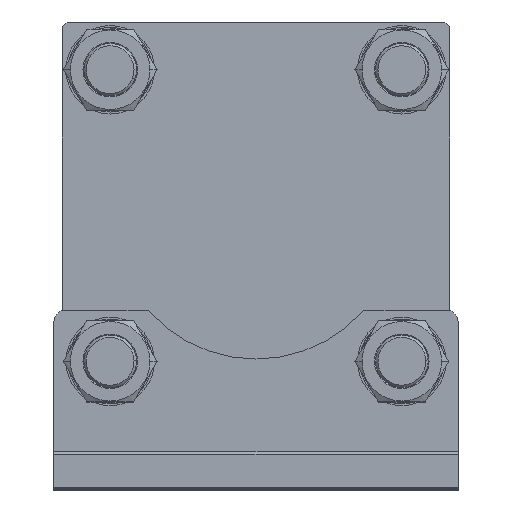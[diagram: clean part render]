
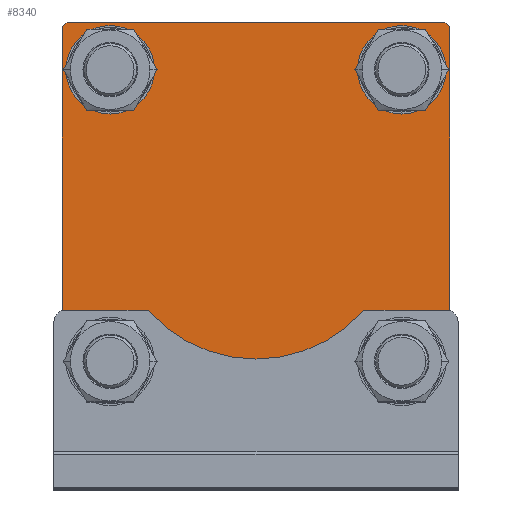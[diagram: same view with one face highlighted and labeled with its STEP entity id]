
A CAD part, top view. The second image highlights one B-rep face of the part: STEP entity #8340.
In plain terms, the highlighted face is planar.
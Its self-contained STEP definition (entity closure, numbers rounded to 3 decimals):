
#1622 = VECTOR ( 'NONE', #6653, 1000. ) ;
#1625 = LINE ( 'NONE', #6652, #1622 ) ;
#1628 = VECTOR ( 'NONE', #6647, 1000. ) ;
#1641 = LINE ( 'NONE', #6643, #1628 ) ;
#1645 = VECTOR ( 'NONE', #6608, 1000. ) ;
#1648 = LINE ( 'NONE', #6607, #1645 ) ;
#1655 = CIRCLE ( 'NONE', #2291, 11.5 ) ;
#1661 = CIRCLE ( 'NONE', #2284, 11.5 ) ;
#1692 = VECTOR ( 'NONE', #6531, 1000. ) ;
#1701 = LINE ( 'NONE', #6522, #1692 ) ;
#1735 = VECTOR ( 'NONE', #6456, 1000. ) ;
#1737 = LINE ( 'NONE', #6455, #1735 ) ;
#1738 = CIRCLE ( 'NONE', #2265, 11.5 ) ;
#1741 = CIRCLE ( 'NONE', #2262, 11.5 ) ;
#1752 = VECTOR ( 'NONE', #6371, 1000. ) ;
#1755 = LINE ( 'NONE', #6356, #1752 ) ;
#1781 = CIRCLE ( 'NONE', #2249, 11.5 ) ;
#1831 = VECTOR ( 'NONE', #6016, 1000. ) ;
#1836 = LINE ( 'NONE', #6021, #1831 ) ;
#1838 = CIRCLE ( 'NONE', #2230, 11.5 ) ;
#1848 = CIRCLE ( 'NONE', #2224, 11.5 ) ;
#2195 = AXIS2_PLACEMENT_3D ( 'NONE', #5751, #5752, #5753 ) ;
#2224 = AXIS2_PLACEMENT_3D ( 'NONE', #5996, #5997, #5998 ) ;
#2230 = AXIS2_PLACEMENT_3D ( 'NONE', #6017, #6018, #6019 ) ;
#2249 = AXIS2_PLACEMENT_3D ( 'NONE', #6325, #6326, #6327 ) ;
#2262 = AXIS2_PLACEMENT_3D ( 'NONE', #6408, #6409, #6410 ) ;
#2265 = AXIS2_PLACEMENT_3D ( 'NONE', #6460, #6461, #6462 ) ;
#2284 = AXIS2_PLACEMENT_3D ( 'NONE', #6581, #6582, #6583 ) ;
#2291 = AXIS2_PLACEMENT_3D ( 'NONE', #6613, #6614, #6615 ) ;
#3287 = LINE ( 'NONE', #6470, #4926 ) ;
#3365 = CIRCLE ( 'NONE', #2195, 11.5 ) ;
#3527 = AXIS2_PLACEMENT_3D ( 'NONE', #3937, #3936, #3943 ) ;
#3657 = CARTESIAN_POINT ( 'NONE',  ( -79., -81., 0. ) ) ;
#3698 = CARTESIAN_POINT ( 'NONE',  ( 79., 81., 0. ) ) ;
#3700 = CARTESIAN_POINT ( 'NONE',  ( 79., -81., 0. ) ) ;
#3704 = CARTESIAN_POINT ( 'NONE',  ( 81., 79., 0. ) ) ;
#3705 = CARTESIAN_POINT ( 'NONE',  ( -79., 81., 0. ) ) ;
#3764 = CARTESIAN_POINT ( 'NONE',  ( 49.5, 61., 0. ) ) ;
#3765 = CARTESIAN_POINT ( 'NONE',  ( 72.5, 61., 0. ) ) ;
#3767 = CARTESIAN_POINT ( 'NONE',  ( 72.5, -61., 0. ) ) ;
#3769 = CARTESIAN_POINT ( 'NONE',  ( -49.5, -61., 0. ) ) ;
#3772 = CARTESIAN_POINT ( 'NONE',  ( 49.5, -61., 0. ) ) ;
#3775 = CARTESIAN_POINT ( 'NONE',  ( -72.5, -61., 0. ) ) ;
#3776 = CARTESIAN_POINT ( 'NONE',  ( -49.5, 61., 0. ) ) ;
#3785 = CARTESIAN_POINT ( 'NONE',  ( -72.5, 61., 0. ) ) ;
#3795 = CARTESIAN_POINT ( 'NONE',  ( 81., -79., 0. ) ) ;
#3797 = CARTESIAN_POINT ( 'NONE',  ( -81., 79., 0. ) ) ;
#3802 = CARTESIAN_POINT ( 'NONE',  ( -81., -79., 0. ) ) ;
#3936 = DIRECTION ( 'NONE',  ( 0., 0., -1. ) ) ;
#3937 = CARTESIAN_POINT ( 'NONE',  ( 0., 0., 0. ) ) ;
#3940 = PLANE ( 'NONE',  #3527 ) ;
#3943 = DIRECTION ( 'NONE',  ( -1., 0., 0. ) ) ;
#4926 = VECTOR ( 'NONE', #6465, 1000. ) ;
#5226 = ORIENTED_EDGE ( 'NONE', *, *, #8875, .T. ) ;
#5252 = ORIENTED_EDGE ( 'NONE', *, *, #8870, .F. ) ;
#5256 = ORIENTED_EDGE ( 'NONE', *, *, #8799, .F. ) ;
#5257 = ORIENTED_EDGE ( 'NONE', *, *, #8866, .F. ) ;
#5307 = ORIENTED_EDGE ( 'NONE', *, *, #8801, .F. ) ;
#5323 = ORIENTED_EDGE ( 'NONE', *, *, #8730, .F. ) ;
#5346 = ORIENTED_EDGE ( 'NONE', *, *, #8791, .F. ) ;
#5347 = ORIENTED_EDGE ( 'NONE', *, *, #8858, .T. ) ;
#5359 = ORIENTED_EDGE ( 'NONE', *, *, #8921, .F. ) ;
#5362 = ORIENTED_EDGE ( 'NONE', *, *, #8871, .T. ) ;
#5365 = ORIENTED_EDGE ( 'NONE', *, *, #8839, .F. ) ;
#5366 = ORIENTED_EDGE ( 'NONE', *, *, #8933, .F. ) ;
#5429 = ORIENTED_EDGE ( 'NONE', *, *, #8945, .F. ) ;
#5448 = ORIENTED_EDGE ( 'NONE', *, *, #8942, .F. ) ;
#5477 = ORIENTED_EDGE ( 'NONE', *, *, #8900, .T. ) ;
#5478 = ORIENTED_EDGE ( 'NONE', *, *, #8931, .F. ) ;
#5751 = CARTESIAN_POINT ( 'NONE',  ( 61., -61., 0. ) ) ;
#5752 = DIRECTION ( 'NONE',  ( 0., 0., -1. ) ) ;
#5753 = DIRECTION ( 'NONE',  ( -1., 0., 0. ) ) ;
#5996 = CARTESIAN_POINT ( 'NONE',  ( 61., -61., 0. ) ) ;
#5997 = DIRECTION ( 'NONE',  ( 0., 0., -1. ) ) ;
#5998 = DIRECTION ( 'NONE',  ( -1., 0., 0. ) ) ;
#6016 = DIRECTION ( 'NONE',  ( -1., 0., 0. ) ) ;
#6017 = CARTESIAN_POINT ( 'NONE',  ( -61., -61., 0. ) ) ;
#6018 = DIRECTION ( 'NONE',  ( 0., 0., -1. ) ) ;
#6019 = DIRECTION ( 'NONE',  ( -1., 0., 0. ) ) ;
#6021 = CARTESIAN_POINT ( 'NONE',  ( -81., 81., 0. ) ) ;
#6325 = CARTESIAN_POINT ( 'NONE',  ( -61., 61., 0. ) ) ;
#6326 = DIRECTION ( 'NONE',  ( 0., 0., -1. ) ) ;
#6327 = DIRECTION ( 'NONE',  ( -1., 0., 0. ) ) ;
#6356 = CARTESIAN_POINT ( 'NONE',  ( -80., -80., 0. ) ) ;
#6371 = DIRECTION ( 'NONE',  ( -0.707, 0.707, 0. ) ) ;
#6408 = CARTESIAN_POINT ( 'NONE',  ( -61., -61., 0. ) ) ;
#6409 = DIRECTION ( 'NONE',  ( 0., 0., -1. ) ) ;
#6410 = DIRECTION ( 'NONE',  ( -1., 0., 0. ) ) ;
#6455 = CARTESIAN_POINT ( 'NONE',  ( -80., 80., 0. ) ) ;
#6456 = DIRECTION ( 'NONE',  ( 0.707, 0.707, 0. ) ) ;
#6460 = CARTESIAN_POINT ( 'NONE',  ( -61., 61., 0. ) ) ;
#6461 = DIRECTION ( 'NONE',  ( 0., 0., -1. ) ) ;
#6462 = DIRECTION ( 'NONE',  ( -1., 0., 0. ) ) ;
#6465 = DIRECTION ( 'NONE',  ( 0.707, -0.707, 0. ) ) ;
#6470 = CARTESIAN_POINT ( 'NONE',  ( 80., 80., 0. ) ) ;
#6522 = CARTESIAN_POINT ( 'NONE',  ( 80., -80., 0. ) ) ;
#6531 = DIRECTION ( 'NONE',  ( -0.707, -0.707, 0. ) ) ;
#6581 = CARTESIAN_POINT ( 'NONE',  ( 61., 61., 0. ) ) ;
#6582 = DIRECTION ( 'NONE',  ( 0., 0., -1. ) ) ;
#6583 = DIRECTION ( 'NONE',  ( -1., 0., 0. ) ) ;
#6607 = CARTESIAN_POINT ( 'NONE',  ( -81., -81., 0. ) ) ;
#6608 = DIRECTION ( 'NONE',  ( 1., 0., 0. ) ) ;
#6613 = CARTESIAN_POINT ( 'NONE',  ( 61., 61., 0. ) ) ;
#6614 = DIRECTION ( 'NONE',  ( 0., 0., -1. ) ) ;
#6615 = DIRECTION ( 'NONE',  ( -1., 0., 0. ) ) ;
#6643 = CARTESIAN_POINT ( 'NONE',  ( 81., -81., 0. ) ) ;
#6647 = DIRECTION ( 'NONE',  ( 0., 1., 0. ) ) ;
#6652 = CARTESIAN_POINT ( 'NONE',  ( -81., -81., 0. ) ) ;
#6653 = DIRECTION ( 'NONE',  ( 0., -1., 0. ) ) ;
#7684 = VERTEX_POINT ( 'NONE', #3657 ) ;
#7685 = EDGE_LOOP ( 'NONE', ( #5448, #5477, #5478, #5347, #5429, #5362, #5307, #5226 ) ) ;
#7697 = EDGE_LOOP ( 'NONE', ( #5323, #5346 ) ) ;
#7798 = EDGE_LOOP ( 'NONE', ( #5252, #5365 ) ) ;
#7802 = VERTEX_POINT ( 'NONE', #3698 ) ;
#7803 = VERTEX_POINT ( 'NONE', #3704 ) ;
#7804 = VERTEX_POINT ( 'NONE', #3705 ) ;
#7807 = VERTEX_POINT ( 'NONE', #3700 ) ;
#7817 = EDGE_LOOP ( 'NONE', ( #5257, #5256 ) ) ;
#7873 = VERTEX_POINT ( 'NONE', #3764 ) ;
#7874 = VERTEX_POINT ( 'NONE', #3765 ) ;
#7876 = VERTEX_POINT ( 'NONE', #3767 ) ;
#7878 = VERTEX_POINT ( 'NONE', #3769 ) ;
#7881 = VERTEX_POINT ( 'NONE', #3772 ) ;
#7883 = VERTEX_POINT ( 'NONE', #3775 ) ;
#7884 = VERTEX_POINT ( 'NONE', #3776 ) ;
#7893 = VERTEX_POINT ( 'NONE', #3785 ) ;
#7900 = EDGE_LOOP ( 'NONE', ( #5366, #5359 ) ) ;
#7903 = VERTEX_POINT ( 'NONE', #3795 ) ;
#7905 = VERTEX_POINT ( 'NONE', #3797 ) ;
#7909 = VERTEX_POINT ( 'NONE', #3802 ) ;
#8340 = ADVANCED_FACE ( 'NONE', ( #8488, #8485, #8489, #8486, #8490 ), #3940, .T. ) ;
#8485 = FACE_BOUND ( 'NONE', #7697, .T. ) ;
#8486 = FACE_BOUND ( 'NONE', #7798, .T. ) ;
#8488 = FACE_BOUND ( 'NONE', #7900, .T. ) ;
#8489 = FACE_BOUND ( 'NONE', #7817, .T. ) ;
#8490 = FACE_OUTER_BOUND ( 'NONE', #7685, .T. ) ;
#8730 = EDGE_CURVE ( 'NONE', #7881, #7876, #3365, .T. ) ;
#8791 = EDGE_CURVE ( 'NONE', #7876, #7881, #1848, .T. ) ;
#8799 = EDGE_CURVE ( 'NONE', #7878, #7883, #1838, .T. ) ;
#8801 = EDGE_CURVE ( 'NONE', #7802, #7804, #1836, .T. ) ;
#8839 = EDGE_CURVE ( 'NONE', #7884, #7893, #1781, .T. ) ;
#8858 = EDGE_CURVE ( 'NONE', #7684, #7909, #1755, .T. ) ;
#8866 = EDGE_CURVE ( 'NONE', #7883, #7878, #1741, .T. ) ;
#8870 = EDGE_CURVE ( 'NONE', #7893, #7884, #1738, .T. ) ;
#8871 = EDGE_CURVE ( 'NONE', #7905, #7804, #1737, .T. ) ;
#8875 = EDGE_CURVE ( 'NONE', #7802, #7803, #3287, .T. ) ;
#8900 = EDGE_CURVE ( 'NONE', #7903, #7807, #1701, .T. ) ;
#8921 = EDGE_CURVE ( 'NONE', #7874, #7873, #1661, .T. ) ;
#8931 = EDGE_CURVE ( 'NONE', #7684, #7807, #1648, .T. ) ;
#8933 = EDGE_CURVE ( 'NONE', #7873, #7874, #1655, .T. ) ;
#8942 = EDGE_CURVE ( 'NONE', #7903, #7803, #1641, .T. ) ;
#8945 = EDGE_CURVE ( 'NONE', #7905, #7909, #1625, .T. ) ;
